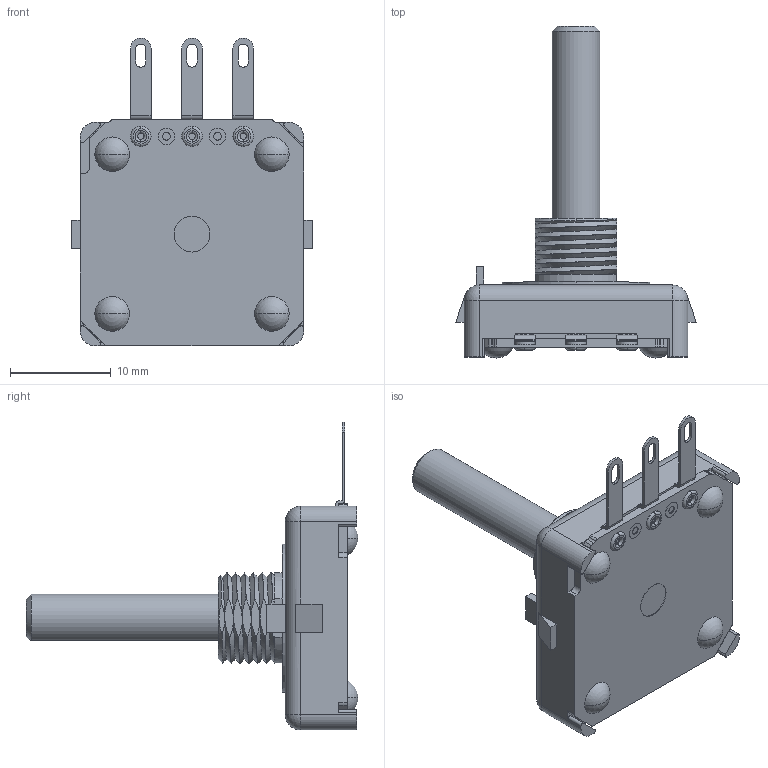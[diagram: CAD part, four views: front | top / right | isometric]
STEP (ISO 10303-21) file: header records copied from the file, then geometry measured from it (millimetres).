
FILE_DESCRIPTION((''),'2;1');
FILE_NAME('PCW1J-J32-CAB','2015-07-09T',('RICKB'),('Bourns, Inc.'),'PRO/ENGINEER BY PARAMETRIC TECHNOLOGY CORPORATION, 2012230','PRO/ENGINEER BY PARAMETRIC TECHNOLOGY CORPORATION, 2012230','');
FILE_SCHEMA(('CONFIG_CONTROL_DESIGN'));
Length unit declared in the file: inch
Products named in the file (1): PCW1J-J32-CAB
Bounding box: 23.88 x 32.93 x 30.56 mm (x, y, z)
Volume: 3702.6 mm3; surface area: 2609.1 mm2
Topology: 1 solids, 8 shells, 369 faces, 960 edges, 613 vertices
Faces by surface type: plane 168, cylinder 131, bspline 35, torus 20, sphere 12, cone 3
Entity records: 16319 total; most frequent: CARTESIAN_POINT 7319, ORIENTED_EDGE 1904, DIRECTION 1805, EDGE_CURVE 952, AXIS2_PLACEMENT_3D 645, VERTEX_POINT 613, VECTOR 515, LINE 515
